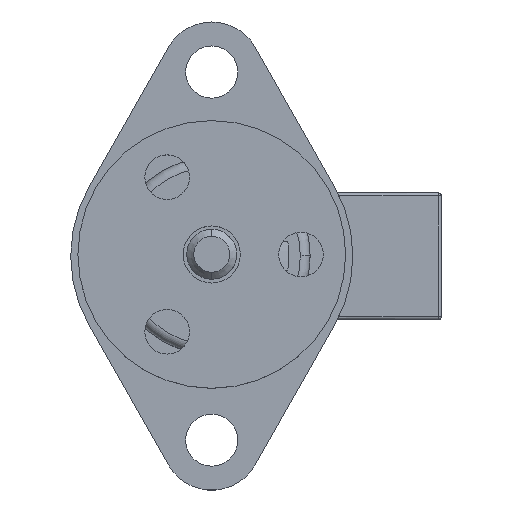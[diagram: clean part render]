
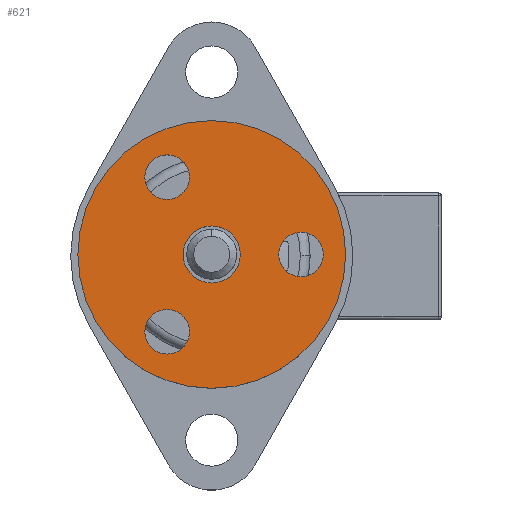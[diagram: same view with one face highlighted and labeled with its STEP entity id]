
A CAD part, top view. The second image highlights one B-rep face of the part: STEP entity #621.
In plain terms, the highlighted face is planar.
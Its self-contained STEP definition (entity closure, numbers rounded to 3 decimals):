
#52 = CARTESIAN_POINT ( 'NONE',  ( 5.499, -3.175, 0. ) ) ;
#245 = CARTESIAN_POINT ( 'NONE',  ( 5.499, -3.175, 0. ) ) ;
#279 = CARTESIAN_POINT ( 'NONE',  ( 2.032, 0., 0. ) ) ;
#296 = AXIS2_PLACEMENT_3D ( 'NONE', #2645, #1999, #1472 ) ;
#300 = CIRCLE ( 'NONE', #431, 1.588 ) ;
#400 = EDGE_LOOP ( 'NONE', ( #2498, #6885 ) ) ;
#431 = AXIS2_PLACEMENT_3D ( 'NONE', #6846, #8041, #2227 ) ;
#621 = ADVANCED_FACE ( 'NONE', ( #5942, #5344, #7898, #5988, #7220 ), #1392, .F. ) ;
#713 = DIRECTION ( 'NONE',  ( 1., 0., 0. ) ) ;
#714 = CIRCLE ( 'NONE', #296, 1.587 ) ;
#799 = DIRECTION ( 'NONE',  ( 0., 0., -1. ) ) ;
#899 = ORIENTED_EDGE ( 'NONE', *, *, #7393, .F. ) ;
#983 = AXIS2_PLACEMENT_3D ( 'NONE', #245, #4845, #3550 ) ;
#1094 = CARTESIAN_POINT ( 'NONE',  ( -9.525, 0., 0. ) ) ;
#1168 = CARTESIAN_POINT ( 'NONE',  ( -2.032, 0., 0. ) ) ;
#1243 = AXIS2_PLACEMENT_3D ( 'NONE', #4657, #2837, #3970 ) ;
#1392 = PLANE ( 'NONE',  #1243 ) ;
#1472 = DIRECTION ( 'NONE',  ( -1., 0., 0. ) ) ;
#1511 = DIRECTION ( 'NONE',  ( -1., 0., 0. ) ) ;
#1530 = CIRCLE ( 'NONE', #2083, 2.032 ) ;
#1533 = CIRCLE ( 'NONE', #983, 1.588 ) ;
#1991 = VERTEX_POINT ( 'NONE', #3074 ) ;
#1999 = DIRECTION ( 'NONE',  ( 0., 0., -1. ) ) ;
#2030 = VERTEX_POINT ( 'NONE', #3385 ) ;
#2083 = AXIS2_PLACEMENT_3D ( 'NONE', #7948, #6717, #2692 ) ;
#2160 = DIRECTION ( 'NONE',  ( 0., 0., -1. ) ) ;
#2227 = DIRECTION ( 'NONE',  ( 0.5, -0.866, 0. ) ) ;
#2282 = CIRCLE ( 'NONE', #4973, 2.032 ) ;
#2328 = EDGE_LOOP ( 'NONE', ( #3833, #899 ) ) ;
#2498 = ORIENTED_EDGE ( 'NONE', *, *, #4145, .F. ) ;
#2594 = VERTEX_POINT ( 'NONE', #3546 ) ;
#2601 = VERTEX_POINT ( 'NONE', #279 ) ;
#2624 = ORIENTED_EDGE ( 'NONE', *, *, #6238, .F. ) ;
#2645 = CARTESIAN_POINT ( 'NONE',  ( 0., 6.35, 0. ) ) ;
#2684 = ORIENTED_EDGE ( 'NONE', *, *, #4023, .F. ) ;
#2692 = DIRECTION ( 'NONE',  ( -1., 0., 0. ) ) ;
#2791 = CARTESIAN_POINT ( 'NONE',  ( -5.499, -3.175, 0. ) ) ;
#2837 = DIRECTION ( 'NONE',  ( 0., 0., 1. ) ) ;
#2839 = CIRCLE ( 'NONE', #4324, 9.525 ) ;
#3017 = EDGE_LOOP ( 'NONE', ( #3065, #3241 ) ) ;
#3027 = EDGE_LOOP ( 'NONE', ( #2684, #2624 ) ) ;
#3036 = AXIS2_PLACEMENT_3D ( 'NONE', #7950, #5443, #8238 ) ;
#3065 = ORIENTED_EDGE ( 'NONE', *, *, #5003, .F. ) ;
#3074 = CARTESIAN_POINT ( 'NONE',  ( 3.912, -3.175, 0. ) ) ;
#3165 = ORIENTED_EDGE ( 'NONE', *, *, #6087, .F. ) ;
#3224 = EDGE_CURVE ( 'NONE', #7622, #2030, #4863, .T. ) ;
#3241 = ORIENTED_EDGE ( 'NONE', *, *, #7134, .F. ) ;
#3385 = CARTESIAN_POINT ( 'NONE',  ( 1.587, 6.35, 0. ) ) ;
#3546 = CARTESIAN_POINT ( 'NONE',  ( -7.087, -3.175, 0. ) ) ;
#3550 = DIRECTION ( 'NONE',  ( 0.5, 0.866, 0. ) ) ;
#3593 = VERTEX_POINT ( 'NONE', #7999 ) ;
#3833 = ORIENTED_EDGE ( 'NONE', *, *, #3224, .F. ) ;
#3970 = DIRECTION ( 'NONE',  ( 1., 0., 0. ) ) ;
#4023 = EDGE_CURVE ( 'NONE', #2594, #4497, #7164, .T. ) ;
#4030 = DIRECTION ( 'NONE',  ( 0., 0., 1. ) ) ;
#4145 = EDGE_CURVE ( 'NONE', #4396, #2601, #2282, .T. ) ;
#4324 = AXIS2_PLACEMENT_3D ( 'NONE', #6634, #4030, #713 ) ;
#4396 = VERTEX_POINT ( 'NONE', #1168 ) ;
#4497 = VERTEX_POINT ( 'NONE', #4547 ) ;
#4547 = CARTESIAN_POINT ( 'NONE',  ( -3.912, -3.175, 0. ) ) ;
#4657 = CARTESIAN_POINT ( 'NONE',  ( 0., 0., 0. ) ) ;
#4692 = DIRECTION ( 'NONE',  ( 0.5, -0.866, 0. ) ) ;
#4766 = DIRECTION ( 'NONE',  ( -1., 0., 0. ) ) ;
#4845 = DIRECTION ( 'NONE',  ( 0., 0., -1. ) ) ;
#4863 = CIRCLE ( 'NONE', #5693, 1.587 ) ;
#4973 = AXIS2_PLACEMENT_3D ( 'NONE', #7262, #2160, #1511 ) ;
#5003 = EDGE_CURVE ( 'NONE', #1991, #3593, #1533, .T. ) ;
#5320 = DIRECTION ( 'NONE',  ( 0.5, 0.866, 0. ) ) ;
#5342 = DIRECTION ( 'NONE',  ( 0., 0., -1. ) ) ;
#5344 = FACE_BOUND ( 'NONE', #3027, .T. ) ;
#5443 = DIRECTION ( 'NONE',  ( 0., 0., 1. ) ) ;
#5693 = AXIS2_PLACEMENT_3D ( 'NONE', #8011, #6860, #4766 ) ;
#5942 = FACE_BOUND ( 'NONE', #400, .T. ) ;
#5981 = EDGE_CURVE ( 'NONE', #6280, #6470, #2839, .T. ) ;
#5985 = EDGE_LOOP ( 'NONE', ( #3165, #7647 ) ) ;
#5988 = FACE_BOUND ( 'NONE', #2328, .T. ) ;
#6087 = EDGE_CURVE ( 'NONE', #6470, #6280, #6296, .T. ) ;
#6128 = CARTESIAN_POINT ( 'NONE',  ( 9.525, 0., 0. ) ) ;
#6238 = EDGE_CURVE ( 'NONE', #4497, #2594, #300, .T. ) ;
#6280 = VERTEX_POINT ( 'NONE', #6128 ) ;
#6296 = CIRCLE ( 'NONE', #3036, 9.525 ) ;
#6457 = CARTESIAN_POINT ( 'NONE',  ( -1.587, 6.35, 0. ) ) ;
#6470 = VERTEX_POINT ( 'NONE', #1094 ) ;
#6557 = AXIS2_PLACEMENT_3D ( 'NONE', #52, #799, #5320 ) ;
#6634 = CARTESIAN_POINT ( 'NONE',  ( 0., 0., 0. ) ) ;
#6717 = DIRECTION ( 'NONE',  ( 0., 0., -1. ) ) ;
#6846 = CARTESIAN_POINT ( 'NONE',  ( -5.499, -3.175, 0. ) ) ;
#6860 = DIRECTION ( 'NONE',  ( 0., 0., -1. ) ) ;
#6885 = ORIENTED_EDGE ( 'NONE', *, *, #7052, .F. ) ;
#7052 = EDGE_CURVE ( 'NONE', #2601, #4396, #1530, .T. ) ;
#7134 = EDGE_CURVE ( 'NONE', #3593, #1991, #7790, .T. ) ;
#7164 = CIRCLE ( 'NONE', #8103, 1.588 ) ;
#7220 = FACE_OUTER_BOUND ( 'NONE', #5985, .T. ) ;
#7262 = CARTESIAN_POINT ( 'NONE',  ( 0., 0., 0. ) ) ;
#7393 = EDGE_CURVE ( 'NONE', #2030, #7622, #714, .T. ) ;
#7622 = VERTEX_POINT ( 'NONE', #6457 ) ;
#7647 = ORIENTED_EDGE ( 'NONE', *, *, #5981, .F. ) ;
#7790 = CIRCLE ( 'NONE', #6557, 1.588 ) ;
#7898 = FACE_BOUND ( 'NONE', #3017, .T. ) ;
#7948 = CARTESIAN_POINT ( 'NONE',  ( 0., 0., 0. ) ) ;
#7950 = CARTESIAN_POINT ( 'NONE',  ( 0., 0., 0. ) ) ;
#7999 = CARTESIAN_POINT ( 'NONE',  ( 7.087, -3.175, 0. ) ) ;
#8011 = CARTESIAN_POINT ( 'NONE',  ( 0., 6.35, 0. ) ) ;
#8041 = DIRECTION ( 'NONE',  ( 0., 0., -1. ) ) ;
#8103 = AXIS2_PLACEMENT_3D ( 'NONE', #2791, #5342, #4692 ) ;
#8238 = DIRECTION ( 'NONE',  ( 1., 0., 0. ) ) ;
